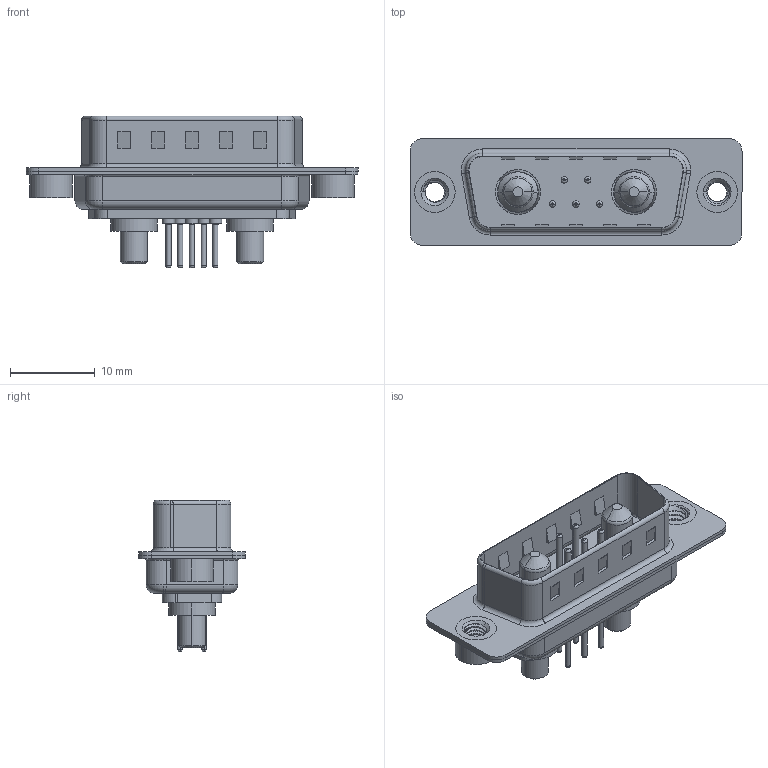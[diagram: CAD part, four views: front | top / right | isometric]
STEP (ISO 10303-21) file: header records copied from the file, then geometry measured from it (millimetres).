
FILE_DESCRIPTION (( 'STEP AP203' ), '1' );
FILE_NAME ('627-7W2-624-3NA.STEP', '2019-05-25T08:10:26', ( '' ), ( '' ), 'SwSTEP 2.0', 'SolidWorks 2016', '' );
FILE_SCHEMA (( 'CONFIG_CONTROL_DESIGN' ));
Length unit declared in the file: millimetre
Products named in the file (9): 627Combo Shell Front_15 Contacts; 627Combo Threaded Rivet_A; Power Pin_30A S; 627Combo Threaded Rivet_2; 627Combo Contact Row 1_24; 627Combo Contact Row 2_24; 627-7W2-624-3NA; 627Combo Housing_7W2; 627Combo Shell Rear_15 Contacts
Assembly tree (12 placements, depth 2):
  627-7W2-624-3NA
    627Combo Housing_7W2
    627Combo Shell Rear_15 Contacts
    627Combo Shell Front_15 Contacts
    627Combo Threaded Rivet_A
    Power Pin_30A S  x2
    627Combo Threaded Rivet_2
    627Combo Contact Row 1_24  x2
    627Combo Contact Row 2_24  x3
Bounding box: 39.15 x 12.6 x 17.9 mm (x, y, z)
Volume: 1995.5 mm3; surface area: 4753.9 mm2
Topology: 14 solids, 14 shells, 604 faces, 1394 edges, 860 vertices
Faces by surface type: cylinder 242, plane 194, torus 134, cone 24, bspline 10
Entity records: 18314 total; most frequent: CARTESIAN_POINT 5758, DIRECTION 2567, ORIENTED_EDGE 2302, EDGE_CURVE 1151, AXIS2_PLACEMENT_3D 1010, VERTEX_POINT 720, EDGE_LOOP 565, VECTOR 547
